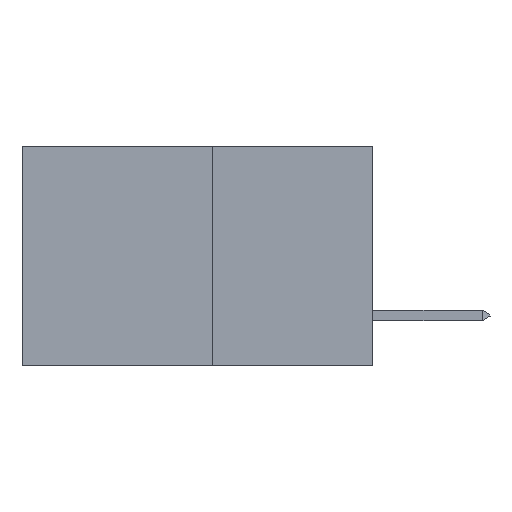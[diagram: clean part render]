
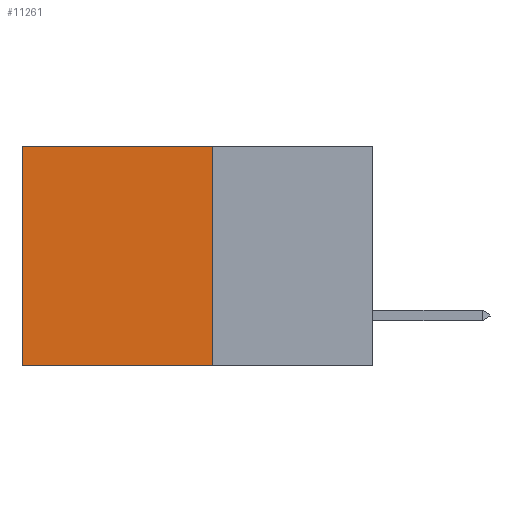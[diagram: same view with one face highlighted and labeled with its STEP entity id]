
A CAD part, left-side view. The second image highlights one B-rep face of the part: STEP entity #11261.
In plain terms, the highlighted planar face has unit normal (-1, 0, 0).
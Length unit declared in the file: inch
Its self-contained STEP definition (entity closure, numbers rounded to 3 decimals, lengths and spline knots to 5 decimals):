
#194 = LINE ( 'NONE', #6702, #13588 ) ;
#456 = EDGE_CURVE ( 'NONE', #8496, #9512, #3820, .T. ) ;
#940 = CARTESIAN_POINT ( 'NONE',  ( 0.277, 0.59, 0. ) ) ;
#1304 = DIRECTION ( 'NONE',  ( 1., 0., 0. ) ) ;
#1370 = ORIENTED_EDGE ( 'NONE', *, *, #3988, .T. ) ;
#2758 = DIRECTION ( 'NONE',  ( 0., 0., -1. ) ) ;
#3087 = EDGE_CURVE ( 'NONE', #8496, #5349, #3765, .T. ) ;
#3139 = DIRECTION ( 'NONE',  ( 0., 0., -1. ) ) ;
#3666 = CARTESIAN_POINT ( 'NONE',  ( 0.277, 0.59, -0.37 ) ) ;
#3765 = LINE ( 'NONE', #15425, #16679 ) ;
#3820 = LINE ( 'NONE', #8123, #10546 ) ;
#3988 = EDGE_CURVE ( 'NONE', #9512, #5580, #7332, .T. ) ;
#4011 = AXIS2_PLACEMENT_3D ( 'NONE', #14557, #1304, #10835 ) ;
#4039 = CARTESIAN_POINT ( 'NONE',  ( 0.277, 0.27, -0.37 ) ) ;
#5349 = VERTEX_POINT ( 'NONE', #4039 ) ;
#5359 = DIRECTION ( 'NONE',  ( 0., 1., 0. ) ) ;
#5580 = VERTEX_POINT ( 'NONE', #3666 ) ;
#6158 = FACE_OUTER_BOUND ( 'NONE', #14446, .T. ) ;
#6466 = DIRECTION ( 'NONE',  ( 0., 1., 0. ) ) ;
#6702 = CARTESIAN_POINT ( 'NONE',  ( 0.277, 0.27, -0.37 ) ) ;
#7149 = EDGE_CURVE ( 'NONE', #5349, #5580, #194, .T. ) ;
#7332 = LINE ( 'NONE', #8200, #10455 ) ;
#7414 = ORIENTED_EDGE ( 'NONE', *, *, #3087, .F. ) ;
#8123 = CARTESIAN_POINT ( 'NONE',  ( 0.277, 0.27, 0. ) ) ;
#8200 = CARTESIAN_POINT ( 'NONE',  ( 0.277, 0.59, -0.37 ) ) ;
#8496 = VERTEX_POINT ( 'NONE', #12299 ) ;
#9512 = VERTEX_POINT ( 'NONE', #940 ) ;
#10455 = VECTOR ( 'NONE', #2758, 39.37008 ) ;
#10546 = VECTOR ( 'NONE', #5359, 39.37008 ) ;
#10835 = DIRECTION ( 'NONE',  ( 0., 0., -1. ) ) ;
#10928 = ORIENTED_EDGE ( 'NONE', *, *, #456, .T. ) ;
#11261 = ADVANCED_FACE ( 'NONE', ( #6158 ), #16977, .F. ) ;
#12299 = CARTESIAN_POINT ( 'NONE',  ( 0.277, 0.27, 0. ) ) ;
#13588 = VECTOR ( 'NONE', #6466, 39.37008 ) ;
#14290 = ORIENTED_EDGE ( 'NONE', *, *, #7149, .F. ) ;
#14446 = EDGE_LOOP ( 'NONE', ( #1370, #14290, #7414, #10928 ) ) ;
#14557 = CARTESIAN_POINT ( 'NONE',  ( 0.277, 0.27, -0.37 ) ) ;
#15425 = CARTESIAN_POINT ( 'NONE',  ( 0.277, 0.27, -0.37 ) ) ;
#16679 = VECTOR ( 'NONE', #3139, 39.37008 ) ;
#16977 = PLANE ( 'NONE',  #4011 ) ;
